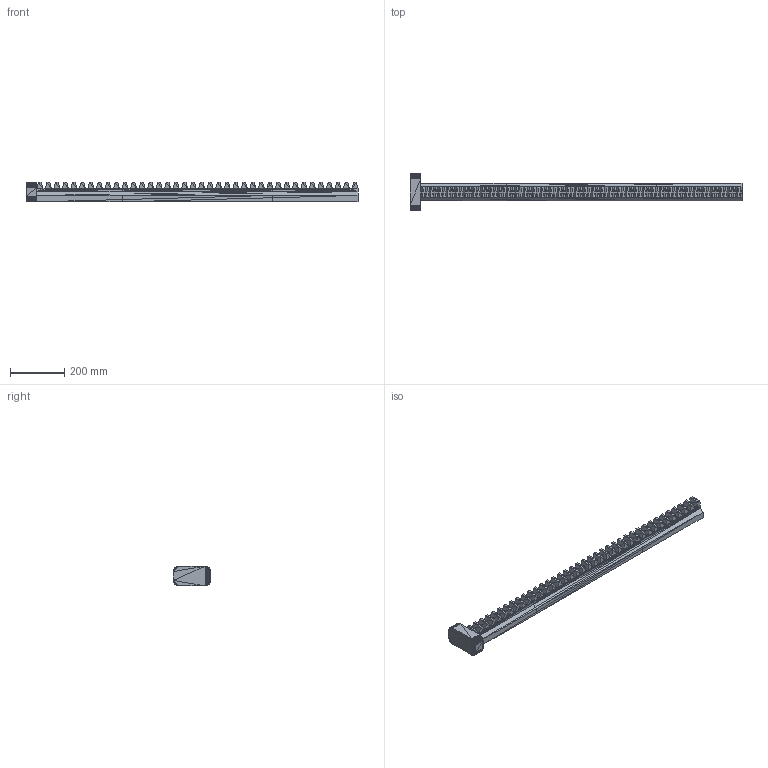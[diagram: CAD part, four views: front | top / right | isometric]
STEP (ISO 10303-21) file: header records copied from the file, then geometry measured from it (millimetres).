
FILE_DESCRIPTION(/* description */ (''),/* implementation_level */ '2;1');
FILE_NAME(/* name */ '12123123.step',/* time_stamp */ '2025-11-21T14:30:58+08:00',/* author */ (''),/* organization */ (''),/* preprocessor_version */ 'ST-DEVELOPER v20.1',/* originating_system */ 'Autodesk Translation Framework v14.21.0.0',/* authorisation */ '');
FILE_SCHEMA (('AUTOMOTIVE_DESIGN { 1 0 10303 214 3 1 1 }'));
Length unit declared in the file: millimetre
Products named in the file (1): 2025-11-21-14-18-44-508
Bounding box: 1224.6 x 137.91 x 72.86 mm (x, y, z)
Volume: 5827754.2 mm3; surface area: 525281.7 mm2
Topology: 2 solids, 2 shells, 1192 faces, 2012 edges, 824 vertices
Faces by surface type: plane 1192
Entity records: 25312 total; most frequent: DIRECTION 4398, CARTESIAN_POINT 4029, ORIENTED_EDGE 4024, LINE 2012, VECTOR 2012, EDGE_CURVE 2012, AXIS2_PLACEMENT_3D 1193, FACE_OUTER_BOUND 1192
